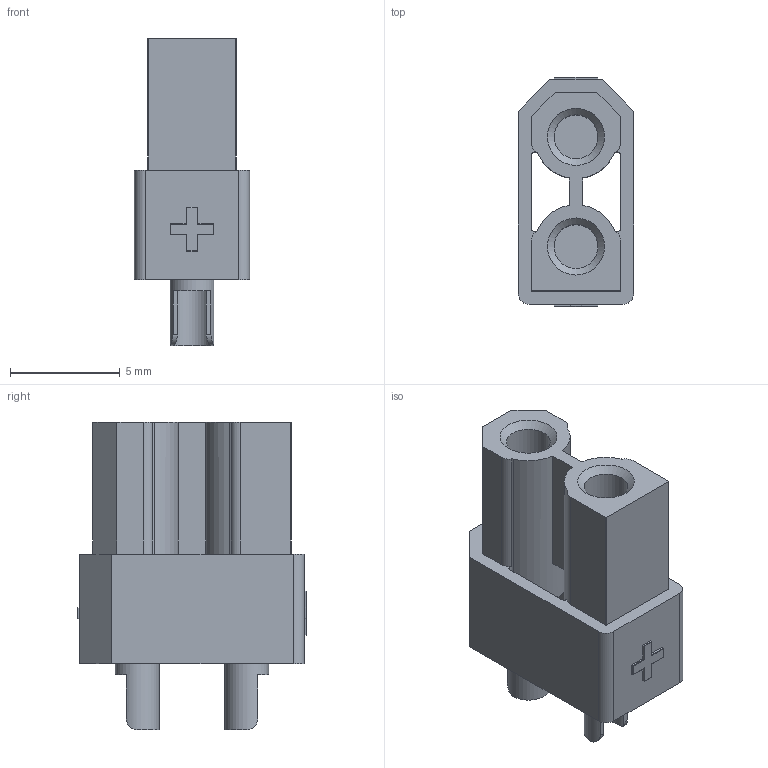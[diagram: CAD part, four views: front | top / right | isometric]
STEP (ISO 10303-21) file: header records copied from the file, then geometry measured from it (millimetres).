
FILE_DESCRIPTION(/* description */ (''),/* implementation_level */ '2;1');
FILE_NAME(/* name */ 'XT30-female v4.step',/* time_stamp */ '2022-02-06T12:43:32-05:00',/* author */ (''),/* organization */ (''),/* preprocessor_version */ 'ST-DEVELOPER v18.1',/* originating_system */ 'Autodesk Translation Framework v10.13.0.1454',/* authorisation */ '');
FILE_SCHEMA (('AUTOMOTIVE_DESIGN { 1 0 10303 214 3 1 1 }'));
Length unit declared in the file: millimetre
Products named in the file (4): XT30-female; XT30; XT30_Buchse (1); XT30_Buchse
Assembly tree (3 placements, depth 4):
  XT30-female
    XT30
      XT30_Buchse (1)
        XT30_Buchse
Bounding box: 5.25 x 10.45 x 14 mm (x, y, z)
Volume: 273.2 mm3; surface area: 707.6 mm2
Topology: 1 solids, 1 shells, 140 faces, 366 edges, 216 vertices
Faces by surface type: cylinder 64, plane 58, sphere 12, bspline 4, cone 2
Full cylindrical faces by diameter (mm): 1.65 x2, 2 x4
Entity records: 5173 total; most frequent: CARTESIAN_POINT 1629, DIRECTION 764, ORIENTED_EDGE 700, EDGE_CURVE 350, AXIS2_PLACEMENT_3D 279, VERTEX_POINT 216, LINE 206, VECTOR 206
